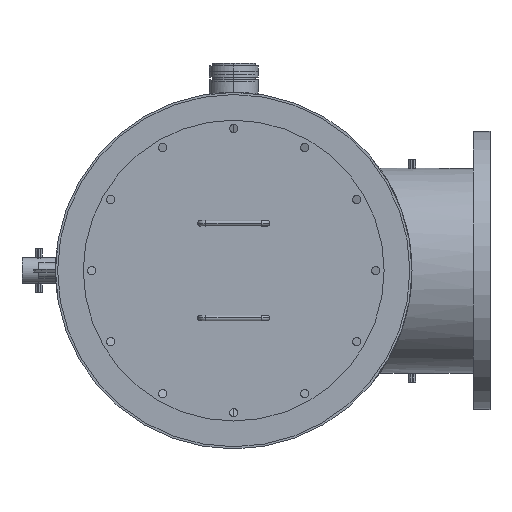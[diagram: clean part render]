
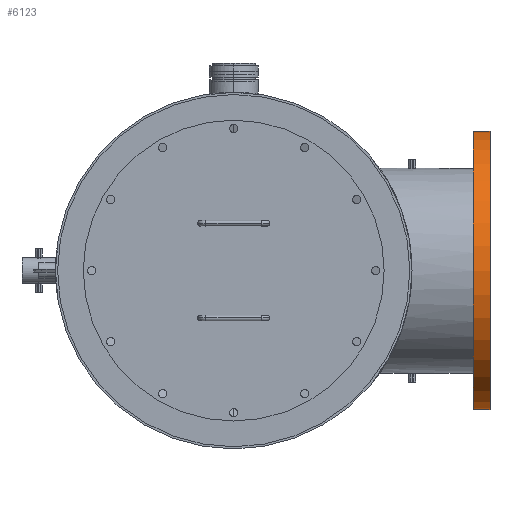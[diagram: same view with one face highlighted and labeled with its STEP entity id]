
A CAD part, left-side view. The second image highlights one B-rep face of the part: STEP entity #6123.
In plain terms, the highlighted cylindrical face has radius 317.5 mm (diameter 635 mm), a partial arc.
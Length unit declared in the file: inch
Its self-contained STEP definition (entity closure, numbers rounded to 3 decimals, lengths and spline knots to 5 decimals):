
#98 = LINE ( 'NONE', #9688, #8809 ) ;
#254 = CARTESIAN_POINT ( 'NONE',  ( 20.66, -23., -12.5 ) ) ;
#1016 = ORIENTED_EDGE ( 'NONE', *, *, #13042, .T. ) ;
#1426 = CARTESIAN_POINT ( 'NONE',  ( 20.66, -21.5, -12.5 ) ) ;
#1752 = VERTEX_POINT ( 'NONE', #13484 ) ;
#1849 = CYLINDRICAL_SURFACE ( 'NONE', #5282, 12.5 ) ;
#1938 = VERTEX_POINT ( 'NONE', #254 ) ;
#2874 = AXIS2_PLACEMENT_3D ( 'NONE', #8929, #3896, #11039 ) ;
#3495 = EDGE_CURVE ( 'NONE', #6435, #1938, #6618, .T. ) ;
#3736 = EDGE_LOOP ( 'NONE', ( #7562, #5378, #1016, #8168 ) ) ;
#3896 = DIRECTION ( 'NONE',  ( 0., -1., 0. ) ) ;
#4275 = DIRECTION ( 'NONE',  ( 0., -1., 0. ) ) ;
#4985 = VECTOR ( 'NONE', #11978, 39.37008 ) ;
#5282 = AXIS2_PLACEMENT_3D ( 'NONE', #9712, #4275, #8606 ) ;
#5378 = ORIENTED_EDGE ( 'NONE', *, *, #13209, .T. ) ;
#6123 = ADVANCED_FACE ( 'NONE', ( #6780 ), #1849, .T. ) ;
#6435 = VERTEX_POINT ( 'NONE', #7902 ) ;
#6618 = CIRCLE ( 'NONE', #2874, 12.5 ) ;
#6780 = FACE_OUTER_BOUND ( 'NONE', #3736, .T. ) ;
#7139 = DIRECTION ( 'NONE',  ( 0., -1., 0. ) ) ;
#7322 = VERTEX_POINT ( 'NONE', #10454 ) ;
#7562 = ORIENTED_EDGE ( 'NONE', *, *, #11270, .F. ) ;
#7902 = CARTESIAN_POINT ( 'NONE',  ( 20.66, -23., 12.5 ) ) ;
#8168 = ORIENTED_EDGE ( 'NONE', *, *, #3495, .F. ) ;
#8606 = DIRECTION ( 'NONE',  ( 0., 0., -1. ) ) ;
#8777 = CIRCLE ( 'NONE', #10140, 12.5 ) ;
#8809 = VECTOR ( 'NONE', #12777, 39.37008 ) ;
#8929 = CARTESIAN_POINT ( 'NONE',  ( 20.66, -23., 0. ) ) ;
#9688 = CARTESIAN_POINT ( 'NONE',  ( 20.66, -21.5, 12.5 ) ) ;
#9712 = CARTESIAN_POINT ( 'NONE',  ( 20.66, -21.5, 0. ) ) ;
#10140 = AXIS2_PLACEMENT_3D ( 'NONE', #13454, #7139, #12451 ) ;
#10454 = CARTESIAN_POINT ( 'NONE',  ( 20.66, -21.5, 12.5 ) ) ;
#11039 = DIRECTION ( 'NONE',  ( 0., 0., -1. ) ) ;
#11270 = EDGE_CURVE ( 'NONE', #7322, #6435, #98, .T. ) ;
#11978 = DIRECTION ( 'NONE',  ( 0., -1., 0. ) ) ;
#12451 = DIRECTION ( 'NONE',  ( 0., 0., -1. ) ) ;
#12777 = DIRECTION ( 'NONE',  ( 0., -1., 0. ) ) ;
#13042 = EDGE_CURVE ( 'NONE', #1752, #1938, #13396, .T. ) ;
#13209 = EDGE_CURVE ( 'NONE', #7322, #1752, #8777, .T. ) ;
#13396 = LINE ( 'NONE', #1426, #4985 ) ;
#13454 = CARTESIAN_POINT ( 'NONE',  ( 20.66, -21.5, 0. ) ) ;
#13484 = CARTESIAN_POINT ( 'NONE',  ( 20.66, -21.5, -12.5 ) ) ;
